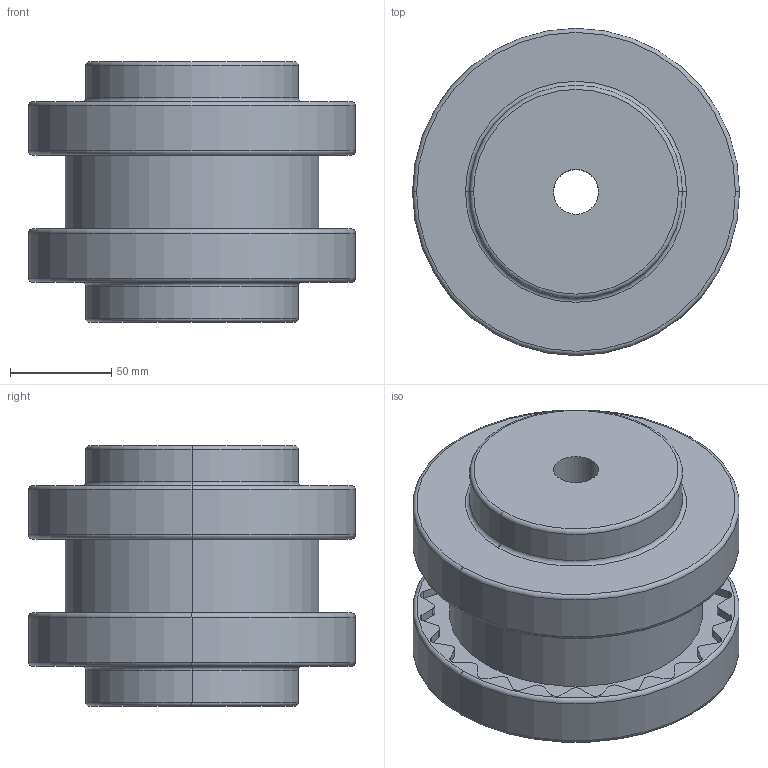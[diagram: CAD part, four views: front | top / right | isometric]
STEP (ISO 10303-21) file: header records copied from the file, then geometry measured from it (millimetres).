
FILE_DESCRIPTION((''),'2;1');
FILE_NAME('SF-9S-9JE_ASM','2013-04-02T',('ppetruska'),(''),'PRO/ENGINEER BY PARAMETRIC TECHNOLOGY CORPORATION, 2012480','PRO/ENGINEER BY PARAMETRIC TECHNOLOGY CORPORATION, 2012480','');
FILE_SCHEMA(('CONFIG_CONTROL_DESIGN'));
Length unit declared in the file: millimetre
Products named in the file (3): 9S-FLANGE; 9JE-SLEEVE; SF-9S-9JE_ASM
Assembly tree (3 placements, depth 2):
  SF-9S-9JE_ASM
    9S-FLANGE  x2
    9JE-SLEEVE
Bounding box: 161.3 x 161.3 x 128.5 mm (x, y, z)
Volume: 1574597.7 mm3; surface area: 282094.4 mm2
Topology: 3 solids, 3 shells, 1099 faces, 3225 edges, 2142 vertices
Faces by surface type: cylinder 723, plane 352, torus 24
Entity records: 26780 total; most frequent: DIRECTION 4972, CARTESIAN_POINT 4648, ORIENTED_EDGE 4632, EDGE_CURVE 2316, AXIS2_PLACEMENT_3D 1864, VERTEX_POINT 1540, VECTOR 1244, LINE 1244
